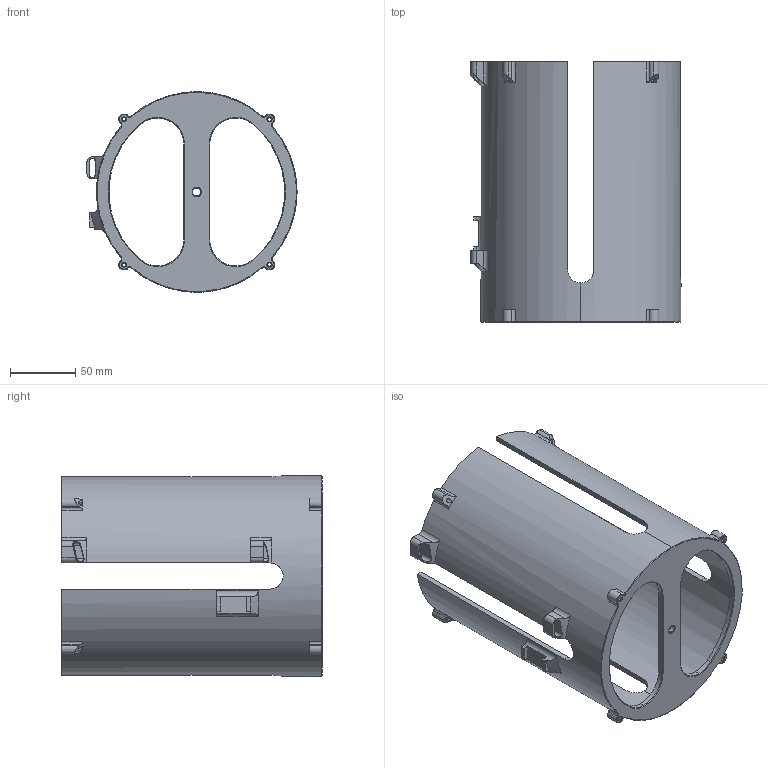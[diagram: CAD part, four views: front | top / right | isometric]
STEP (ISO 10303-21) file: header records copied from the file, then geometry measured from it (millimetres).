
FILE_DESCRIPTION (( 'STEP AP214' ), '1' );
FILE_NAME ('Chassis_PLA.STEP', '2020-03-23T20:21:44', ( '' ), ( '' ), 'SwSTEP 2.0', 'SolidWorks 2018', '' );
FILE_SCHEMA (( 'AUTOMOTIVE_DESIGN' ));
Length unit declared in the file: millimetre
Products named in the file (1): Chassis_PLA
Bounding box: 161.31 x 200 x 154 mm (x, y, z)
Volume: 355629.3 mm3; surface area: 186981.5 mm2
Topology: 1 solids, 1 shells, 212 faces, 571 edges, 361 vertices
Faces by surface type: cylinder 84, plane 69, cone 46, bspline 7, torus 6
Entity records: 8001 total; most frequent: CARTESIAN_POINT 2607, ORIENTED_EDGE 1142, DIRECTION 1120, EDGE_CURVE 571, AXIS2_PLACEMENT_3D 422, VERTEX_POINT 361, VECTOR 276, LINE 276
